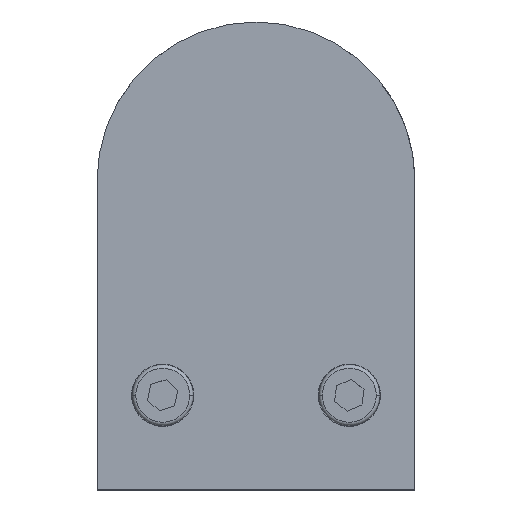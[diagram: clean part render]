
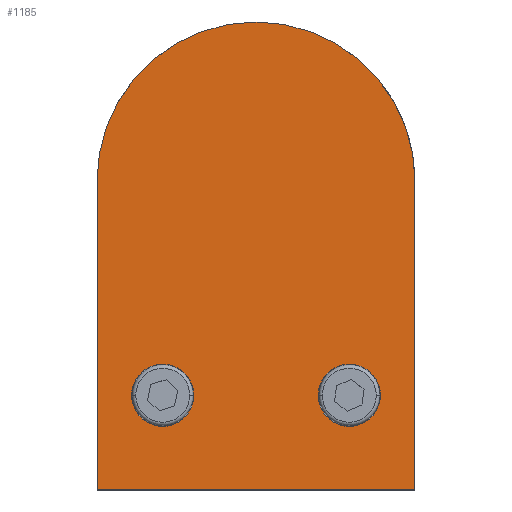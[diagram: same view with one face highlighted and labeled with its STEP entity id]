
A CAD part, top view. The second image highlights one B-rep face of the part: STEP entity #1185.
In plain terms, the highlighted planar face has unit normal (0, 0, 1).
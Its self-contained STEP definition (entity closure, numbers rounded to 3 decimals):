
#111 = AXIS2_PLACEMENT_3D ( 'NONE', #3251, #2170, #877 ) ;
#118 = CIRCLE ( 'NONE', #1881, 4.5 ) ;
#201 = VERTEX_POINT ( 'NONE', #1837 ) ;
#371 = DIRECTION ( 'NONE',  ( -1., 0., 0. ) ) ;
#409 = ORIENTED_EDGE ( 'NONE', *, *, #510, .F. ) ;
#423 = VERTEX_POINT ( 'NONE', #667 ) ;
#448 = DIRECTION ( 'NONE',  ( 1., 0., 0. ) ) ;
#510 = EDGE_CURVE ( 'NONE', #2781, #423, #3266, .T. ) ;
#622 = VERTEX_POINT ( 'NONE', #1076 ) ;
#667 = CARTESIAN_POINT ( 'NONE',  ( -23., 12.348, 14.25 ) ) ;
#674 = ORIENTED_EDGE ( 'NONE', *, *, #1337, .F. ) ;
#686 = LINE ( 'NONE', #1197, #1539 ) ;
#814 = ORIENTED_EDGE ( 'NONE', *, *, #1951, .F. ) ;
#826 = CIRCLE ( 'NONE', #1278, 4.5 ) ;
#837 = EDGE_LOOP ( 'NONE', ( #814, #674 ) ) ;
#877 = DIRECTION ( 'NONE',  ( 1., 0., 0. ) ) ;
#929 = EDGE_CURVE ( 'NONE', #2781, #622, #1839, .T. ) ;
#939 = CARTESIAN_POINT ( 'NONE',  ( 0., 57., 14.25 ) ) ;
#959 = DIRECTION ( 'NONE',  ( 1., 0., 0. ) ) ;
#1036 = CARTESIAN_POINT ( 'NONE',  ( 13.5, 26., 14.25 ) ) ;
#1076 = CARTESIAN_POINT ( 'NONE',  ( 23., 57., 14.25 ) ) ;
#1104 = CIRCLE ( 'NONE', #2429, 23. ) ;
#1127 = CARTESIAN_POINT ( 'NONE',  ( -9., 26., 14.25 ) ) ;
#1185 = ADVANCED_FACE ( 'NONE', ( #2085, #3140, #1299 ), #1832, .T. ) ;
#1197 = CARTESIAN_POINT ( 'NONE',  ( -23., 0., 14.25 ) ) ;
#1278 = AXIS2_PLACEMENT_3D ( 'NONE', #1459, #2471, #1670 ) ;
#1299 = FACE_OUTER_BOUND ( 'NONE', #3098, .T. ) ;
#1337 = EDGE_CURVE ( 'NONE', #1720, #3219, #3142, .T. ) ;
#1459 = CARTESIAN_POINT ( 'NONE',  ( -13.5, 26., 14.25 ) ) ;
#1482 = VERTEX_POINT ( 'NONE', #1949 ) ;
#1484 = ORIENTED_EDGE ( 'NONE', *, *, #929, .T. ) ;
#1519 = EDGE_CURVE ( 'NONE', #622, #3150, #1104, .T. ) ;
#1539 = VECTOR ( 'NONE', #1970, 1000. ) ;
#1622 = ORIENTED_EDGE ( 'NONE', *, *, #3289, .T. ) ;
#1670 = DIRECTION ( 'NONE',  ( 1., 0., 0. ) ) ;
#1720 = VERTEX_POINT ( 'NONE', #3143 ) ;
#1752 = EDGE_CURVE ( 'NONE', #201, #1482, #118, .T. ) ;
#1832 = PLANE ( 'NONE',  #111 ) ;
#1836 = DIRECTION ( 'NONE',  ( 1., 0., 0. ) ) ;
#1837 = CARTESIAN_POINT ( 'NONE',  ( 18., 26., 14.25 ) ) ;
#1839 = LINE ( 'NONE', #1888, #2498 ) ;
#1843 = DIRECTION ( 'NONE',  ( 0., 0., 1. ) ) ;
#1881 = AXIS2_PLACEMENT_3D ( 'NONE', #1036, #2291, #2883 ) ;
#1888 = CARTESIAN_POINT ( 'NONE',  ( 23., 0., 14.25 ) ) ;
#1949 = CARTESIAN_POINT ( 'NONE',  ( 9., 26., 14.25 ) ) ;
#1951 = EDGE_CURVE ( 'NONE', #3219, #1720, #826, .T. ) ;
#1970 = DIRECTION ( 'NONE',  ( 0., -1., 0. ) ) ;
#1980 = CIRCLE ( 'NONE', #3190, 4.5 ) ;
#2085 = FACE_BOUND ( 'NONE', #837, .T. ) ;
#2170 = DIRECTION ( 'NONE',  ( 0., 0., 1. ) ) ;
#2291 = DIRECTION ( 'NONE',  ( 0., 0., 1. ) ) ;
#2300 = CARTESIAN_POINT ( 'NONE',  ( -13.5, 26., 14.25 ) ) ;
#2351 = DIRECTION ( 'NONE',  ( 0., 0., 1. ) ) ;
#2406 = ORIENTED_EDGE ( 'NONE', *, *, #1752, .F. ) ;
#2421 = CARTESIAN_POINT ( 'NONE',  ( -23., 57., 14.25 ) ) ;
#2429 = AXIS2_PLACEMENT_3D ( 'NONE', #939, #3016, #959 ) ;
#2436 = CARTESIAN_POINT ( 'NONE',  ( 45.1, 12.348, 14.25 ) ) ;
#2471 = DIRECTION ( 'NONE',  ( 0., 0., 1. ) ) ;
#2498 = VECTOR ( 'NONE', #2886, 1000. ) ;
#2542 = AXIS2_PLACEMENT_3D ( 'NONE', #2300, #1843, #448 ) ;
#2781 = VERTEX_POINT ( 'NONE', #2782 ) ;
#2782 = CARTESIAN_POINT ( 'NONE',  ( 23., 12.348, 14.25 ) ) ;
#2883 = DIRECTION ( 'NONE',  ( 1., 0., 0. ) ) ;
#2886 = DIRECTION ( 'NONE',  ( 0., 1., 0. ) ) ;
#2889 = ORIENTED_EDGE ( 'NONE', *, *, #3004, .F. ) ;
#3004 = EDGE_CURVE ( 'NONE', #1482, #201, #1980, .T. ) ;
#3016 = DIRECTION ( 'NONE',  ( 0., 0., 1. ) ) ;
#3098 = EDGE_LOOP ( 'NONE', ( #409, #1484, #3132, #1622 ) ) ;
#3132 = ORIENTED_EDGE ( 'NONE', *, *, #1519, .T. ) ;
#3140 = FACE_BOUND ( 'NONE', #3347, .T. ) ;
#3142 = CIRCLE ( 'NONE', #2542, 4.5 ) ;
#3143 = CARTESIAN_POINT ( 'NONE',  ( -18., 26., 14.25 ) ) ;
#3150 = VERTEX_POINT ( 'NONE', #2421 ) ;
#3161 = CARTESIAN_POINT ( 'NONE',  ( 13.5, 26., 14.25 ) ) ;
#3190 = AXIS2_PLACEMENT_3D ( 'NONE', #3161, #2351, #1836 ) ;
#3219 = VERTEX_POINT ( 'NONE', #1127 ) ;
#3251 = CARTESIAN_POINT ( 'NONE',  ( 0., 57., 14.25 ) ) ;
#3266 = LINE ( 'NONE', #2436, #3330 ) ;
#3289 = EDGE_CURVE ( 'NONE', #3150, #423, #686, .T. ) ;
#3330 = VECTOR ( 'NONE', #371, 1000. ) ;
#3347 = EDGE_LOOP ( 'NONE', ( #2406, #2889 ) ) ;
